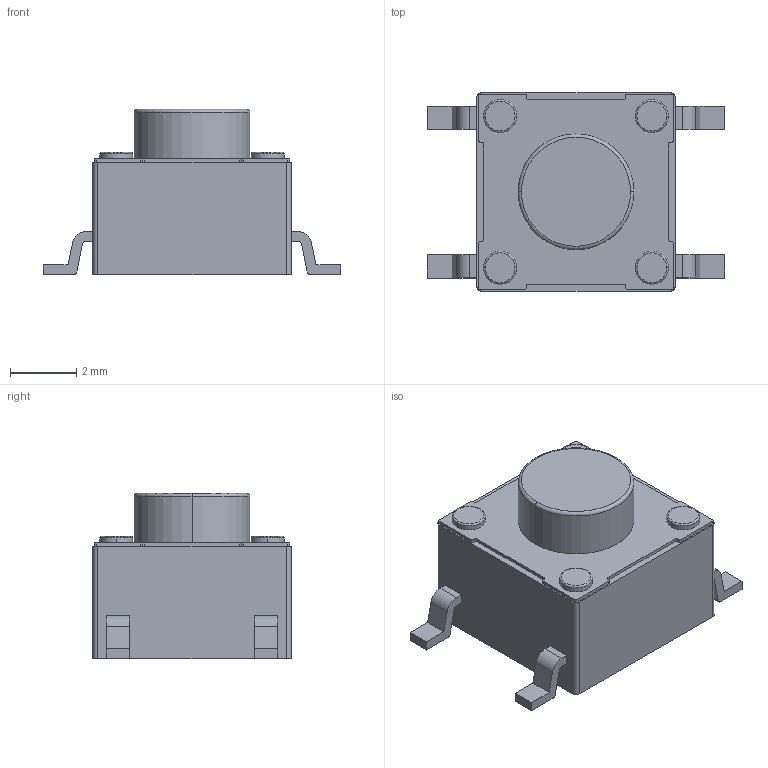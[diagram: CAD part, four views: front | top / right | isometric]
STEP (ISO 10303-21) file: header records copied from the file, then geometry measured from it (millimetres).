
FILE_DESCRIPTION (( 'STEP AP214' ), '1' );
FILE_NAME ('SWDEFAU0407130227935.step', '2006-04-07T05:30:26', ( 'sysAdmin' ), ( 'SolidWorks' ), 'SwSTEP 2.0', 'SolidWorks 2006079', '' );
FILE_SCHEMA (( 'AUTOMOTIVE_DESIGN' ));
Length unit declared in the file: millimetre
Products named in the file (1): SWDEFAU0407130227935
Bounding box: 9 x 6 x 5 mm (x, y, z)
Volume: 142.6 mm3; surface area: 191.3 mm2
Topology: 1 solids, 1 shells, 124 faces, 326 edges, 214 vertices
Faces by surface type: plane 68, cylinder 46, torus 10
Entity records: 5097 total; most frequent: DIRECTION 688, CARTESIAN_POINT 665, ORIENTED_EDGE 652, EDGE_CURVE 326, AXIS2_PLACEMENT_3D 237, VECTOR 214, LINE 214, VERTEX_POINT 214
